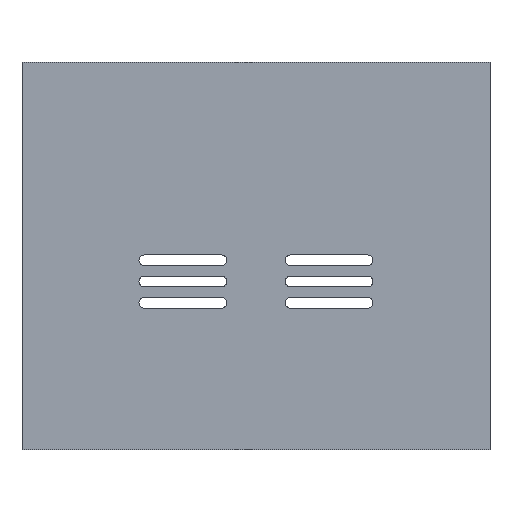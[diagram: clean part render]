
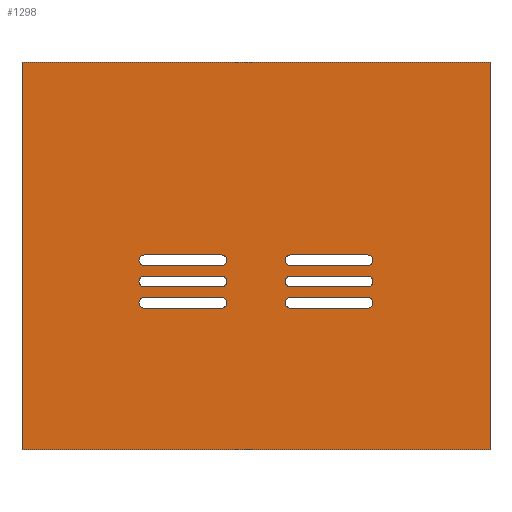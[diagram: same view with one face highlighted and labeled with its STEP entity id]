
A CAD part, front view. The second image highlights one B-rep face of the part: STEP entity #1298.
In plain terms, the highlighted planar face has unit normal (0, -1, 0).
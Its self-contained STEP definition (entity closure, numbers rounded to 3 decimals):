
#57=FACE_BOUND('',#249,.T.);
#58=FACE_BOUND('',#250,.T.);
#59=FACE_BOUND('',#251,.T.);
#60=FACE_BOUND('',#252,.T.);
#61=FACE_BOUND('',#253,.T.);
#62=FACE_BOUND('',#254,.T.);
#91=CIRCLE('',#1380,2.);
#92=CIRCLE('',#1383,2.);
#93=CIRCLE('',#1386,2.);
#94=CIRCLE('',#1389,2.);
#95=CIRCLE('',#1392,2.);
#96=CIRCLE('',#1395,2.);
#97=CIRCLE('',#1398,2.);
#98=CIRCLE('',#1401,2.);
#99=CIRCLE('',#1404,2.);
#100=CIRCLE('',#1407,2.);
#101=CIRCLE('',#1410,2.);
#102=CIRCLE('',#1413,2.);
#164=FACE_OUTER_BOUND('',#248,.T.);
#248=EDGE_LOOP('',(#1167,#1168,#1169,#1170));
#249=EDGE_LOOP('',(#1171,#1172,#1173,#1174));
#250=EDGE_LOOP('',(#1175,#1176,#1177,#1178));
#251=EDGE_LOOP('',(#1179,#1180,#1181,#1182));
#252=EDGE_LOOP('',(#1183,#1184,#1185,#1186));
#253=EDGE_LOOP('',(#1187,#1188,#1189,#1190));
#254=EDGE_LOOP('',(#1191,#1192,#1193,#1194));
#261=LINE('',#1777,#401);
#278=LINE('',#1811,#418);
#355=LINE('',#2019,#495);
#358=LINE('',#2026,#498);
#360=LINE('',#2031,#500);
#363=LINE('',#2039,#503);
#366=LINE('',#2047,#506);
#369=LINE('',#2055,#509);
#372=LINE('',#2063,#512);
#375=LINE('',#2071,#515);
#378=LINE('',#2079,#518);
#381=LINE('',#2087,#521);
#384=LINE('',#2095,#524);
#387=LINE('',#2103,#527);
#390=LINE('',#2111,#530);
#393=LINE('',#2119,#533);
#401=VECTOR('',#1425,10.);
#418=VECTOR('',#1444,10.);
#495=VECTOR('',#1639,10.);
#498=VECTOR('',#1650,10.);
#500=VECTOR('',#1654,10.);
#503=VECTOR('',#1663,10.);
#506=VECTOR('',#1672,10.);
#509=VECTOR('',#1681,10.);
#512=VECTOR('',#1690,10.);
#515=VECTOR('',#1699,10.);
#518=VECTOR('',#1708,10.);
#521=VECTOR('',#1717,10.);
#524=VECTOR('',#1726,10.);
#527=VECTOR('',#1735,10.);
#530=VECTOR('',#1744,10.);
#533=VECTOR('',#1753,10.);
#541=VERTEX_POINT('',#1774);
#542=VERTEX_POINT('',#1776);
#548=VERTEX_POINT('',#1789);
#558=VERTEX_POINT('',#1809);
#631=VERTEX_POINT('',#2028);
#632=VERTEX_POINT('',#2030);
#633=VERTEX_POINT('',#2034);
#634=VERTEX_POINT('',#2038);
#635=VERTEX_POINT('',#2044);
#636=VERTEX_POINT('',#2046);
#637=VERTEX_POINT('',#2050);
#638=VERTEX_POINT('',#2054);
#639=VERTEX_POINT('',#2060);
#640=VERTEX_POINT('',#2062);
#641=VERTEX_POINT('',#2066);
#642=VERTEX_POINT('',#2070);
#643=VERTEX_POINT('',#2076);
#644=VERTEX_POINT('',#2078);
#645=VERTEX_POINT('',#2082);
#646=VERTEX_POINT('',#2086);
#647=VERTEX_POINT('',#2092);
#648=VERTEX_POINT('',#2094);
#649=VERTEX_POINT('',#2098);
#650=VERTEX_POINT('',#2102);
#651=VERTEX_POINT('',#2108);
#652=VERTEX_POINT('',#2110);
#653=VERTEX_POINT('',#2114);
#654=VERTEX_POINT('',#2118);
#661=EDGE_CURVE('',#541,#542,#261,.T.);
#678=EDGE_CURVE('',#548,#558,#278,.T.);
#783=EDGE_CURVE('',#542,#558,#355,.T.);
#786=EDGE_CURVE('',#541,#548,#358,.T.);
#788=EDGE_CURVE('',#632,#631,#360,.T.);
#790=EDGE_CURVE('',#633,#632,#91,.T.);
#792=EDGE_CURVE('',#634,#633,#363,.T.);
#794=EDGE_CURVE('',#631,#634,#92,.T.);
#796=EDGE_CURVE('',#636,#635,#366,.T.);
#798=EDGE_CURVE('',#637,#636,#93,.T.);
#800=EDGE_CURVE('',#638,#637,#369,.T.);
#802=EDGE_CURVE('',#635,#638,#94,.T.);
#804=EDGE_CURVE('',#640,#639,#372,.T.);
#806=EDGE_CURVE('',#641,#640,#95,.T.);
#808=EDGE_CURVE('',#642,#641,#375,.T.);
#810=EDGE_CURVE('',#639,#642,#96,.T.);
#812=EDGE_CURVE('',#644,#643,#378,.T.);
#814=EDGE_CURVE('',#645,#644,#97,.T.);
#816=EDGE_CURVE('',#646,#645,#381,.T.);
#818=EDGE_CURVE('',#643,#646,#98,.T.);
#820=EDGE_CURVE('',#648,#647,#384,.T.);
#822=EDGE_CURVE('',#649,#648,#99,.T.);
#824=EDGE_CURVE('',#650,#649,#387,.T.);
#826=EDGE_CURVE('',#647,#650,#100,.T.);
#828=EDGE_CURVE('',#652,#651,#390,.T.);
#830=EDGE_CURVE('',#653,#652,#101,.T.);
#832=EDGE_CURVE('',#654,#653,#393,.T.);
#834=EDGE_CURVE('',#651,#654,#102,.T.);
#1167=ORIENTED_EDGE('',*,*,#678,.T.);
#1168=ORIENTED_EDGE('',*,*,#783,.F.);
#1169=ORIENTED_EDGE('',*,*,#661,.F.);
#1170=ORIENTED_EDGE('',*,*,#786,.T.);
#1171=ORIENTED_EDGE('',*,*,#792,.T.);
#1172=ORIENTED_EDGE('',*,*,#790,.T.);
#1173=ORIENTED_EDGE('',*,*,#788,.T.);
#1174=ORIENTED_EDGE('',*,*,#794,.T.);
#1175=ORIENTED_EDGE('',*,*,#800,.T.);
#1176=ORIENTED_EDGE('',*,*,#798,.T.);
#1177=ORIENTED_EDGE('',*,*,#796,.T.);
#1178=ORIENTED_EDGE('',*,*,#802,.T.);
#1179=ORIENTED_EDGE('',*,*,#808,.T.);
#1180=ORIENTED_EDGE('',*,*,#806,.T.);
#1181=ORIENTED_EDGE('',*,*,#804,.T.);
#1182=ORIENTED_EDGE('',*,*,#810,.T.);
#1183=ORIENTED_EDGE('',*,*,#816,.T.);
#1184=ORIENTED_EDGE('',*,*,#814,.T.);
#1185=ORIENTED_EDGE('',*,*,#812,.T.);
#1186=ORIENTED_EDGE('',*,*,#818,.T.);
#1187=ORIENTED_EDGE('',*,*,#824,.T.);
#1188=ORIENTED_EDGE('',*,*,#822,.T.);
#1189=ORIENTED_EDGE('',*,*,#820,.T.);
#1190=ORIENTED_EDGE('',*,*,#826,.T.);
#1191=ORIENTED_EDGE('',*,*,#832,.T.);
#1192=ORIENTED_EDGE('',*,*,#830,.T.);
#1193=ORIENTED_EDGE('',*,*,#828,.T.);
#1194=ORIENTED_EDGE('',*,*,#834,.T.);
#1236=PLANE('',#1414);
#1298=ADVANCED_FACE('',(#164,#57,#58,#59,#60,#61,#62),#1236,.T.);
#1380=AXIS2_PLACEMENT_3D('',#2035,#1658,#1659);
#1383=AXIS2_PLACEMENT_3D('',#2042,#1667,#1668);
#1386=AXIS2_PLACEMENT_3D('',#2051,#1676,#1677);
#1389=AXIS2_PLACEMENT_3D('',#2058,#1685,#1686);
#1392=AXIS2_PLACEMENT_3D('',#2067,#1694,#1695);
#1395=AXIS2_PLACEMENT_3D('',#2074,#1703,#1704);
#1398=AXIS2_PLACEMENT_3D('',#2083,#1712,#1713);
#1401=AXIS2_PLACEMENT_3D('',#2090,#1721,#1722);
#1404=AXIS2_PLACEMENT_3D('',#2099,#1730,#1731);
#1407=AXIS2_PLACEMENT_3D('',#2106,#1739,#1740);
#1410=AXIS2_PLACEMENT_3D('',#2115,#1748,#1749);
#1413=AXIS2_PLACEMENT_3D('',#2122,#1757,#1758);
#1414=AXIS2_PLACEMENT_3D('',#2123,#1759,#1760);
#1425=DIRECTION('',(-1.,0.,0.));
#1444=DIRECTION('',(-1.,0.,0.));
#1639=DIRECTION('',(0.,0.,1.));
#1650=DIRECTION('',(0.,0.,1.));
#1654=DIRECTION('',(1.,0.,0.));
#1658=DIRECTION('center_axis',(0.,1.,0.));
#1659=DIRECTION('ref_axis',(0.,0.,1.));
#1663=DIRECTION('',(-1.,0.,0.));
#1667=DIRECTION('center_axis',(0.,1.,0.));
#1668=DIRECTION('ref_axis',(0.,0.,-1.));
#1672=DIRECTION('',(1.,0.,0.));
#1676=DIRECTION('center_axis',(0.,1.,0.));
#1677=DIRECTION('ref_axis',(0.,0.,1.));
#1681=DIRECTION('',(-1.,0.,0.));
#1685=DIRECTION('center_axis',(0.,1.,0.));
#1686=DIRECTION('ref_axis',(0.,0.,-1.));
#1690=DIRECTION('',(1.,0.,0.));
#1694=DIRECTION('center_axis',(0.,1.,0.));
#1695=DIRECTION('ref_axis',(0.,0.,1.));
#1699=DIRECTION('',(-1.,0.,0.));
#1703=DIRECTION('center_axis',(0.,1.,0.));
#1704=DIRECTION('ref_axis',(0.,0.,-1.));
#1708=DIRECTION('',(1.,0.,0.));
#1712=DIRECTION('center_axis',(0.,1.,0.));
#1713=DIRECTION('ref_axis',(0.,0.,1.));
#1717=DIRECTION('',(-1.,0.,0.));
#1721=DIRECTION('center_axis',(0.,1.,0.));
#1722=DIRECTION('ref_axis',(0.,0.,-1.));
#1726=DIRECTION('',(1.,0.,0.));
#1730=DIRECTION('center_axis',(0.,1.,0.));
#1731=DIRECTION('ref_axis',(0.,0.,1.));
#1735=DIRECTION('',(-1.,0.,0.));
#1739=DIRECTION('center_axis',(0.,1.,0.));
#1740=DIRECTION('ref_axis',(0.,0.,-1.));
#1744=DIRECTION('',(1.,0.,0.));
#1748=DIRECTION('center_axis',(0.,1.,0.));
#1749=DIRECTION('ref_axis',(0.,0.,1.));
#1753=DIRECTION('',(-1.,0.,0.));
#1757=DIRECTION('center_axis',(0.,1.,0.));
#1758=DIRECTION('ref_axis',(0.,0.,-1.));
#1759=DIRECTION('center_axis',(0.,-1.,0.));
#1760=DIRECTION('ref_axis',(1.,0.,0.));
#1774=CARTESIAN_POINT('',(88.,-2.8,-2.8));
#1776=CARTESIAN_POINT('',(-88.,-2.8,-2.8));
#1777=CARTESIAN_POINT('',(-88.,-2.8,-2.8));
#1789=CARTESIAN_POINT('',(88.,-2.8,143.));
#1809=CARTESIAN_POINT('',(-88.,-2.8,143.));
#1811=CARTESIAN_POINT('',(-44.,-2.8,143.));
#2019=CARTESIAN_POINT('',(-88.,-2.8,0.));
#2026=CARTESIAN_POINT('',(88.,-2.8,0.));
#2028=CARTESIAN_POINT('',(-13.,-2.8,62.5));
#2030=CARTESIAN_POINT('',(-42.,-2.8,62.5));
#2031=CARTESIAN_POINT('',(-65.,-2.8,62.5));
#2034=CARTESIAN_POINT('',(-42.,-2.8,58.5));
#2035=CARTESIAN_POINT('Origin',(-42.,-2.8,60.5));
#2038=CARTESIAN_POINT('',(-13.,-2.8,58.5));
#2039=CARTESIAN_POINT('',(-50.5,-2.8,58.5));
#2042=CARTESIAN_POINT('Origin',(-13.,-2.8,60.5));
#2044=CARTESIAN_POINT('',(42.,-2.8,70.5));
#2046=CARTESIAN_POINT('',(13.,-2.8,70.5));
#2047=CARTESIAN_POINT('',(-37.5,-2.8,70.5));
#2050=CARTESIAN_POINT('',(13.,-2.8,66.5));
#2051=CARTESIAN_POINT('Origin',(13.,-2.8,68.5));
#2054=CARTESIAN_POINT('',(42.,-2.8,66.5));
#2055=CARTESIAN_POINT('',(-23.,-2.8,66.5));
#2058=CARTESIAN_POINT('Origin',(42.,-2.8,68.5));
#2060=CARTESIAN_POINT('',(42.,-2.8,54.5));
#2062=CARTESIAN_POINT('',(13.,-2.8,54.5));
#2063=CARTESIAN_POINT('',(-37.5,-2.8,54.5));
#2066=CARTESIAN_POINT('',(13.,-2.8,50.5));
#2067=CARTESIAN_POINT('Origin',(13.,-2.8,52.5));
#2070=CARTESIAN_POINT('',(42.,-2.8,50.5));
#2071=CARTESIAN_POINT('',(-23.,-2.8,50.5));
#2074=CARTESIAN_POINT('Origin',(42.,-2.8,52.5));
#2076=CARTESIAN_POINT('',(42.,-2.8,62.5));
#2078=CARTESIAN_POINT('',(13.,-2.8,62.5));
#2079=CARTESIAN_POINT('',(-37.5,-2.8,62.5));
#2082=CARTESIAN_POINT('',(13.,-2.8,58.5));
#2083=CARTESIAN_POINT('Origin',(13.,-2.8,60.5));
#2086=CARTESIAN_POINT('',(42.,-2.8,58.5));
#2087=CARTESIAN_POINT('',(-23.,-2.8,58.5));
#2090=CARTESIAN_POINT('Origin',(42.,-2.8,60.5));
#2092=CARTESIAN_POINT('',(-13.,-2.8,70.5));
#2094=CARTESIAN_POINT('',(-42.,-2.8,70.5));
#2095=CARTESIAN_POINT('',(-65.,-2.8,70.5));
#2098=CARTESIAN_POINT('',(-42.,-2.8,66.5));
#2099=CARTESIAN_POINT('Origin',(-42.,-2.8,68.5));
#2102=CARTESIAN_POINT('',(-13.,-2.8,66.5));
#2103=CARTESIAN_POINT('',(-50.5,-2.8,66.5));
#2106=CARTESIAN_POINT('Origin',(-13.,-2.8,68.5));
#2108=CARTESIAN_POINT('',(-13.,-2.8,54.5));
#2110=CARTESIAN_POINT('',(-42.,-2.8,54.5));
#2111=CARTESIAN_POINT('',(-65.,-2.8,54.5));
#2114=CARTESIAN_POINT('',(-42.,-2.8,50.5));
#2115=CARTESIAN_POINT('Origin',(-42.,-2.8,52.5));
#2118=CARTESIAN_POINT('',(-13.,-2.8,50.5));
#2119=CARTESIAN_POINT('',(-50.5,-2.8,50.5));
#2122=CARTESIAN_POINT('Origin',(-13.,-2.8,52.5));
#2123=CARTESIAN_POINT('Origin',(-88.,-2.8,0.));
